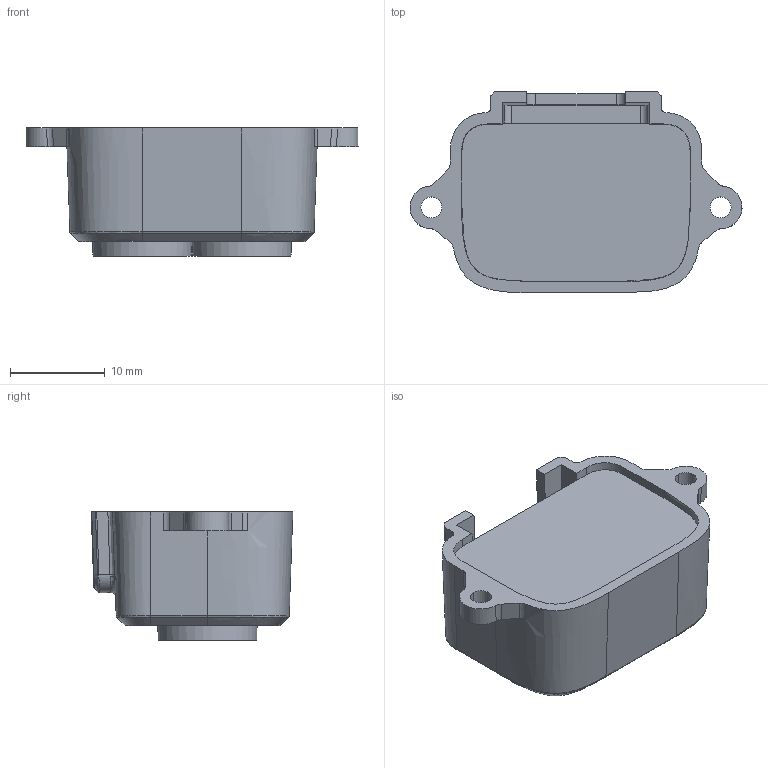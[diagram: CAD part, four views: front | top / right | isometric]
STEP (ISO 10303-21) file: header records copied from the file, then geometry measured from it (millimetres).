
FILE_DESCRIPTION((''),'2;1');
FILE_NAME('TF-LUNA-WAIKE-001','2020-01-09T',('Benewake賦凳001'),(''),'CREO PARAMETRIC BY PTC INC, 2015480','CREO PARAMETRIC BY PTC INC, 2015480','');
FILE_SCHEMA(('CONFIG_CONTROL_DESIGN'));
Length unit declared in the file: millimetre
Products named in the file (1): TF-LUNA-WAIKE-001
Bounding box: 34.99 x 21.25 x 13.5 mm (x, y, z)
Volume: 5232.3 mm3; surface area: 2447.3 mm2
Topology: 1 solids, 1 shells, 115 faces, 288 edges, 178 vertices
Faces by surface type: plane 40, bspline 40, cylinder 29, cone 6
Entity records: 8361 total; most frequent: CARTESIAN_POINT 4999, ORIENTED_EDGE 576, DIRECTION 388, PRESENTATION_STYLE_ASSIGNMENT 289, STYLED_ITEM 289, CURVE_STYLE 288, EDGE_CURVE 288, VERTEX_POINT 178
